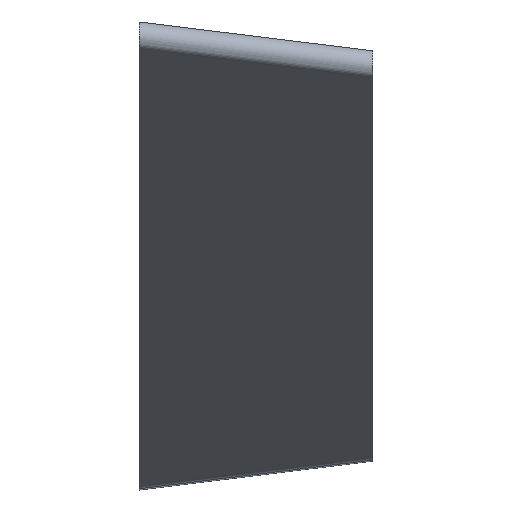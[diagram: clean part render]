
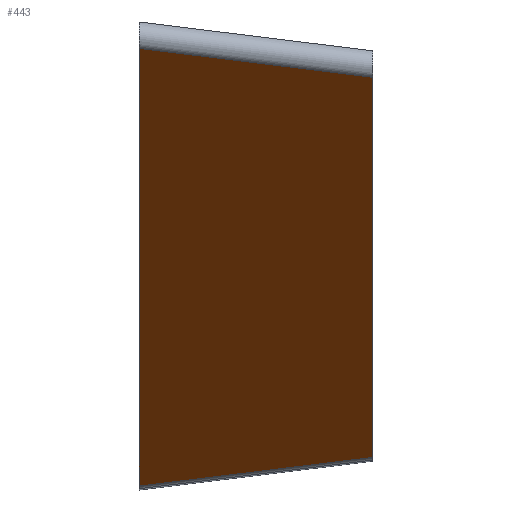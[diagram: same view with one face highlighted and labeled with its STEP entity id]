
A CAD part, top view. The second image highlights one B-rep face of the part: STEP entity #443.
In plain terms, the highlighted planar face has unit normal (0.122, -0.813, 0.569).
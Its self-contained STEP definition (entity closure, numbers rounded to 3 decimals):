
#45=CARTESIAN_POINT('',(0.,5.989,19.624));
#58=DIRECTION('',(0.,-0.574,-0.819));
#59=VECTOR('',#58,10.379);
#60=CARTESIAN_POINT('',(0.,5.989,19.624));
#61=LINE('',#60,#59);
#68=CARTESIAN_POINT('',(0.,0.036,11.122));
#117=DIRECTION('',(-0.992,-0.122,0.038));
#118=VECTOR('',#117,3.206);
#119=CARTESIAN_POINT('',(3.18,0.426,10.999));
#120=LINE('',#119,#118);
#124=DIRECTION('',(-0.926,0.114,0.361));
#125=VECTOR('',#124,3.435);
#126=CARTESIAN_POINT('',(3.18,5.598,18.386));
#127=LINE('',#126,#125);
#131=DIRECTION('',(0.,0.574,0.819));
#132=VECTOR('',#131,9.017);
#133=CARTESIAN_POINT('',(3.18,0.426,10.999));
#134=LINE('',#133,#132);
#195=CARTESIAN_POINT('',(3.18,5.598,18.386));
#336=VERTEX_POINT('',#68);
#337=CARTESIAN_POINT('',(3.18,0.426,10.999));
#338=VERTEX_POINT('',#337);
#340=VERTEX_POINT('',#45);
#344=VERTEX_POINT('',#195);
#430=CARTESIAN_POINT('',(0.,0.,11.071));
#431=DIRECTION('',(0.122,-0.813,0.569));
#432=DIRECTION('',(0.,-0.574,-0.819));
#433=AXIS2_PLACEMENT_3D('',#430,#431,#432);
#434=PLANE('',#433);
#435=ORIENTED_EDGE('',*,*,#422,.T.);
#436=ORIENTED_EDGE('',*,*,#365,.F.);
#438=ORIENTED_EDGE('',*,*,#437,.F.);
#440=ORIENTED_EDGE('',*,*,#439,.F.);
#441=EDGE_LOOP('',(#435,#436,#438,#440));
#442=FACE_OUTER_BOUND('',#441,.F.);
#365=EDGE_CURVE('',#340,#336,#61,.T.);
#422=EDGE_CURVE('',#338,#336,#120,.T.);
#437=EDGE_CURVE('',#344,#340,#127,.T.);
#439=EDGE_CURVE('',#338,#344,#134,.T.);
#443=ADVANCED_FACE('',(#442),#434,.T.);
